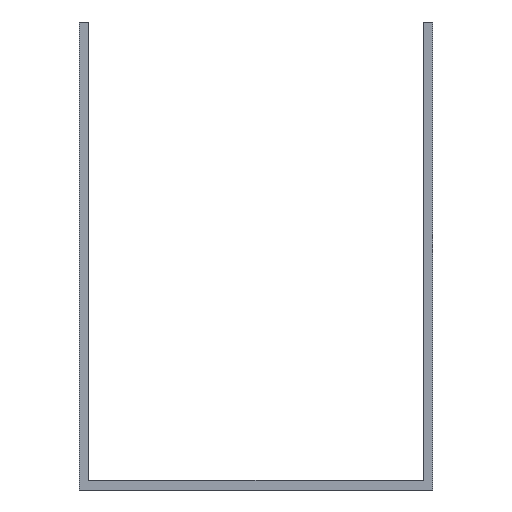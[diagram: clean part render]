
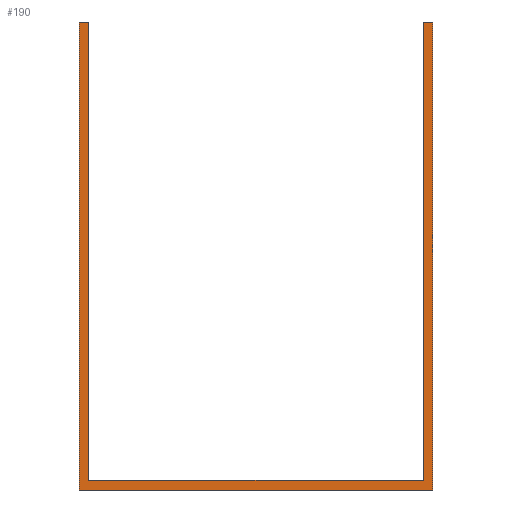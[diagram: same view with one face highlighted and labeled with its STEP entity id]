
A CAD part, front view. The second image highlights one B-rep face of the part: STEP entity #190.
In plain terms, the highlighted planar face has unit normal (0, -1, 0).
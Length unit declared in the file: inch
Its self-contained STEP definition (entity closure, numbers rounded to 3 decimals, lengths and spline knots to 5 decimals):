
#24=FACE_OUTER_BOUND('',#34,.T.);
#34=EDGE_LOOP('',(#163,#164,#165,#166,#167,#168,#169,#170));
#35=LINE('',#271,#59);
#39=LINE('',#279,#63);
#42=LINE('',#285,#66);
#45=LINE('',#291,#69);
#48=LINE('',#297,#72);
#51=LINE('',#303,#75);
#54=LINE('',#309,#78);
#57=LINE('',#314,#81);
#59=VECTOR('',#225,39.37008);
#63=VECTOR('',#231,39.37008);
#66=VECTOR('',#236,39.37008);
#69=VECTOR('',#241,39.37008);
#72=VECTOR('',#246,39.37008);
#75=VECTOR('',#251,39.37008);
#78=VECTOR('',#256,39.37008);
#81=VECTOR('',#261,39.37008);
#83=VERTEX_POINT('',#269);
#84=VERTEX_POINT('',#270);
#87=VERTEX_POINT('',#278);
#89=VERTEX_POINT('',#284);
#91=VERTEX_POINT('',#290);
#93=VERTEX_POINT('',#296);
#95=VERTEX_POINT('',#302);
#97=VERTEX_POINT('',#308);
#99=EDGE_CURVE('',#83,#84,#35,.T.);
#103=EDGE_CURVE('',#84,#87,#39,.T.);
#106=EDGE_CURVE('',#87,#89,#42,.T.);
#109=EDGE_CURVE('',#89,#91,#45,.T.);
#112=EDGE_CURVE('',#91,#93,#48,.T.);
#115=EDGE_CURVE('',#93,#95,#51,.T.);
#118=EDGE_CURVE('',#95,#97,#54,.T.);
#121=EDGE_CURVE('',#97,#83,#57,.T.);
#163=ORIENTED_EDGE('',*,*,#99,.F.);
#164=ORIENTED_EDGE('',*,*,#121,.F.);
#165=ORIENTED_EDGE('',*,*,#118,.F.);
#166=ORIENTED_EDGE('',*,*,#115,.F.);
#167=ORIENTED_EDGE('',*,*,#112,.F.);
#168=ORIENTED_EDGE('',*,*,#109,.F.);
#169=ORIENTED_EDGE('',*,*,#106,.F.);
#170=ORIENTED_EDGE('',*,*,#103,.F.);
#180=PLANE('',#220);
#190=ADVANCED_FACE('',(#24),#180,.T.);
#220=AXIS2_PLACEMENT_3D('',#317,#265,#266);
#225=DIRECTION('',(1.,0.,0.));
#231=DIRECTION('',(0.,0.,-1.));
#236=DIRECTION('',(1.,0.,0.));
#241=DIRECTION('',(0.,0.,1.));
#246=DIRECTION('',(1.,0.,0.));
#251=DIRECTION('',(0.,0.,-1.));
#256=DIRECTION('',(-1.,0.,0.));
#261=DIRECTION('',(0.,0.,1.));
#265=DIRECTION('center_axis',(0.,-1.,0.));
#266=DIRECTION('ref_axis',(0.,0.,-1.));
#269=CARTESIAN_POINT('',(-36.,0.,95.25));
#270=CARTESIAN_POINT('',(-34.,0.,95.25));
#271=CARTESIAN_POINT('',(-34.,0.,95.25));
#278=CARTESIAN_POINT('',(-34.,0.,2.));
#279=CARTESIAN_POINT('',(-34.,0.,2.));
#284=CARTESIAN_POINT('',(34.,0.,2.));
#285=CARTESIAN_POINT('',(34.,0.,2.));
#290=CARTESIAN_POINT('',(34.,0.,95.25));
#291=CARTESIAN_POINT('',(34.,0.,95.25));
#296=CARTESIAN_POINT('',(36.,0.,95.25));
#297=CARTESIAN_POINT('',(36.,0.,95.25));
#302=CARTESIAN_POINT('',(36.,0.,0.));
#303=CARTESIAN_POINT('',(36.,0.,0.));
#308=CARTESIAN_POINT('',(-36.,0.,0.));
#309=CARTESIAN_POINT('',(-36.,0.,0.));
#314=CARTESIAN_POINT('',(-36.,0.,95.25));
#317=CARTESIAN_POINT('Origin',(0.,0.,0.));
